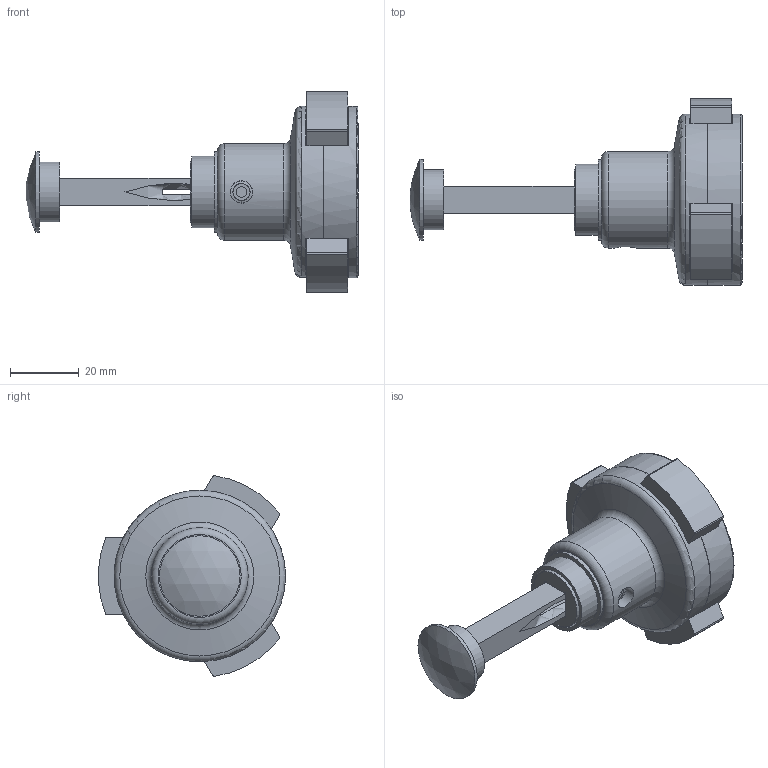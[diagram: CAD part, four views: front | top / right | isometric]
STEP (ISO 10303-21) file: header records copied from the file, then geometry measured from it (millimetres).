
FILE_DESCRIPTION (( 'STEP AP203' ), '1' );
FILE_NAME ('15901.STEP', '2022-05-20T11:26:56', ( '' ), ( '' ), 'SwSTEP 2.0', 'SolidWorks 2018', '' );
FILE_SCHEMA (( 'CONFIG_CONTROL_DESIGN' ));
Length unit declared in the file: millimetre
Products named in the file (5): 15901 Teil2_15901 Teil2; 15901 Teil3_15901 Teil3; DIN914_DIN 914 M6x8; 15901 Teil1_15901 Teil1; 15901
Assembly tree (4 placements, depth 2):
  15901
    15901 Teil2_15901 Teil2
    15901 Teil1_15901 Teil1
    15901 Teil3_15901 Teil3
    DIN914_DIN 914 M6x8
Bounding box: 96.88 x 54.51 x 58.59 mm (x, y, z)
Volume: 59336.3 mm3; surface area: 26539.9 mm2
Topology: 9 solids, 9 shells, 324 faces, 840 edges, 558 vertices
Faces by surface type: plane 190, bspline 94, cylinder 27, cone 7, torus 5, sphere 1
Full cylindrical faces by diameter (mm): 5 x1, 6 x1, 6.5 x1, 17.5 x1, 17.7 x1, 18.8 x1, 20.8 x1, 21.4 x1, 21.6 x1, 23.5 x2, 28.2 x1, 50 x2
Entity records: 14779 total; most frequent: CARTESIAN_POINT 7058, ORIENTED_EDGE 1622, DIRECTION 1154, EDGE_CURVE 811, VERTEX_POINT 551, LINE 532, VECTOR 532, EDGE_LOOP 378
